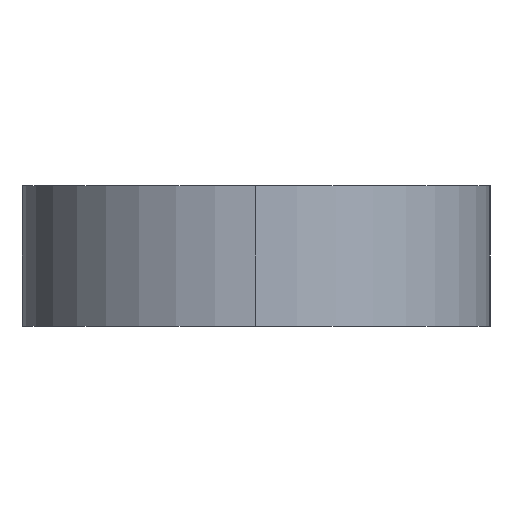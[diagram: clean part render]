
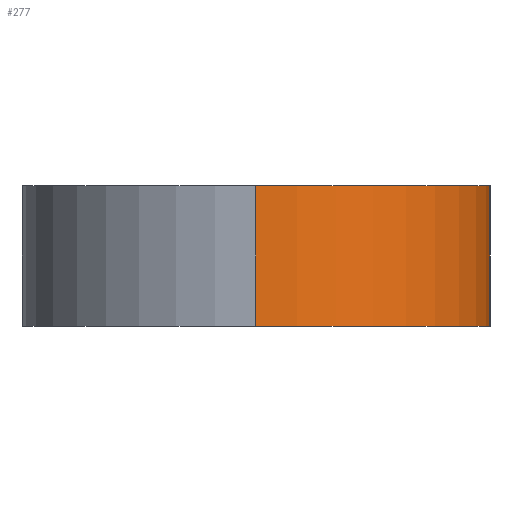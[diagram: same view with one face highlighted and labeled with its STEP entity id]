
A CAD part, left-side view. The second image highlights one B-rep face of the part: STEP entity #277.
In plain terms, the highlighted cylindrical face has radius 5 mm (diameter 10 mm), a partial arc.
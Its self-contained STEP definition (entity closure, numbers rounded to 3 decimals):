
#18 = DIRECTION ( 'NONE',  ( 0., 0., -1. ) ) ;
#70 = VERTEX_POINT ( 'NONE', #316 ) ;
#78 = VERTEX_POINT ( 'NONE', #246 ) ;
#79 = CARTESIAN_POINT ( 'NONE',  ( -5., 5., 3. ) ) ;
#82 = DIRECTION ( 'NONE',  ( 0., 0., -1. ) ) ;
#87 = CIRCLE ( 'NONE', #102, 5. ) ;
#102 = AXIS2_PLACEMENT_3D ( 'NONE', #293, #324, #172 ) ;
#114 = DIRECTION ( 'NONE',  ( 0., 0., -1. ) ) ;
#125 = DIRECTION ( 'NONE',  ( -1., 0., 0. ) ) ;
#160 = FACE_OUTER_BOUND ( 'NONE', #164, .T. ) ;
#164 = EDGE_LOOP ( 'NONE', ( #181, #167, #239, #208 ) ) ;
#166 = CARTESIAN_POINT ( 'NONE',  ( 0., 5., 3. ) ) ;
#167 = ORIENTED_EDGE ( 'NONE', *, *, #238, .T. ) ;
#172 = DIRECTION ( 'NONE',  ( -1., 0., 0. ) ) ;
#173 = VERTEX_POINT ( 'NONE', #371 ) ;
#175 = LINE ( 'NONE', #283, #234 ) ;
#181 = ORIENTED_EDGE ( 'NONE', *, *, #356, .F. ) ;
#184 = AXIS2_PLACEMENT_3D ( 'NONE', #166, #18, #125 ) ;
#190 = DIRECTION ( 'NONE',  ( -1., 0., 0. ) ) ;
#208 = ORIENTED_EDGE ( 'NONE', *, *, #267, .F. ) ;
#209 = EDGE_CURVE ( 'NONE', #173, #70, #348, .T. ) ;
#234 = VECTOR ( 'NONE', #114, 1000. ) ;
#238 = EDGE_CURVE ( 'NONE', #245, #173, #372, .T. ) ;
#239 = ORIENTED_EDGE ( 'NONE', *, *, #209, .T. ) ;
#245 = VERTEX_POINT ( 'NONE', #380 ) ;
#246 = CARTESIAN_POINT ( 'NONE',  ( 0., 0., 3. ) ) ;
#253 = AXIS2_PLACEMENT_3D ( 'NONE', #347, #315, #190 ) ;
#267 = EDGE_CURVE ( 'NONE', #78, #70, #175, .T. ) ;
#269 = CYLINDRICAL_SURFACE ( 'NONE', #184, 5. ) ;
#277 = ADVANCED_FACE ( 'NONE', ( #160 ), #269, .T. ) ;
#283 = CARTESIAN_POINT ( 'NONE',  ( 0., 0., 3. ) ) ;
#293 = CARTESIAN_POINT ( 'NONE',  ( 0., 5., 3. ) ) ;
#309 = VECTOR ( 'NONE', #82, 1000. ) ;
#315 = DIRECTION ( 'NONE',  ( 0., 0., 1. ) ) ;
#316 = CARTESIAN_POINT ( 'NONE',  ( 0., 0., 0. ) ) ;
#324 = DIRECTION ( 'NONE',  ( 0., 0., 1. ) ) ;
#347 = CARTESIAN_POINT ( 'NONE',  ( 0., 5., 0. ) ) ;
#348 = CIRCLE ( 'NONE', #253, 5. ) ;
#356 = EDGE_CURVE ( 'NONE', #245, #78, #87, .T. ) ;
#371 = CARTESIAN_POINT ( 'NONE',  ( -5., 5., 0. ) ) ;
#372 = LINE ( 'NONE', #79, #309 ) ;
#380 = CARTESIAN_POINT ( 'NONE',  ( -5., 5., 3. ) ) ;
